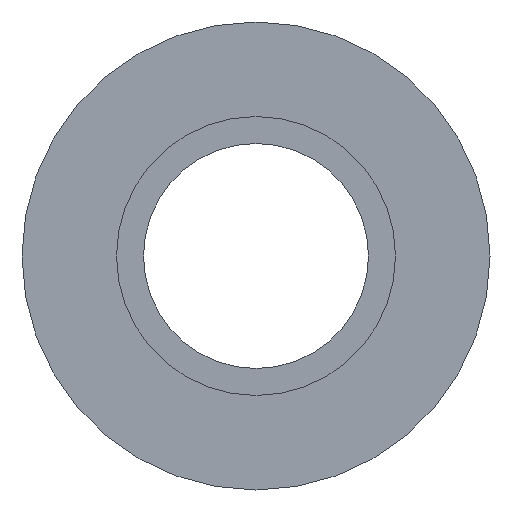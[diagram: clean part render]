
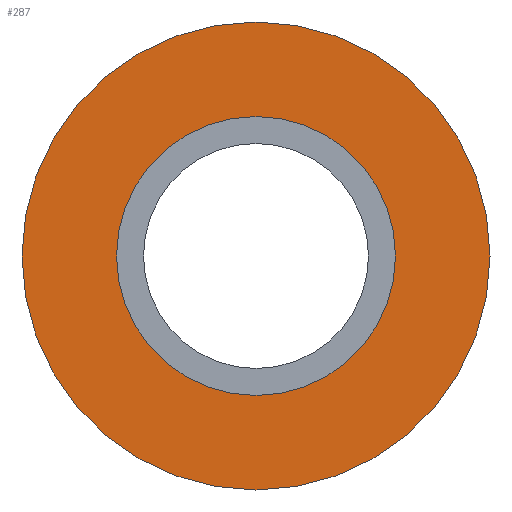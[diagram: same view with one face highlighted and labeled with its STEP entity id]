
A CAD part, left-side view. The second image highlights one B-rep face of the part: STEP entity #287.
In plain terms, the highlighted planar face has unit normal (-1, 0, 0).
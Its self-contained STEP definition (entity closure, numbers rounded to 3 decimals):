
#1 = CARTESIAN_POINT ( 'NONE',  ( 0., 0., 15.5 ) ) ;
#5 = CARTESIAN_POINT ( 'NONE',  ( 0., 0., -15.5 ) ) ;
#17 = AXIS2_PLACEMENT_3D ( 'NONE', #153, #204, #198 ) ;
#22 = DIRECTION ( 'NONE',  ( 0., 0., 1. ) ) ;
#28 = DIRECTION ( 'NONE',  ( -1., 0., 0. ) ) ;
#47 = EDGE_CURVE ( 'NONE', #311, #320, #251, .T. ) ;
#54 = PLANE ( 'NONE',  #215 ) ;
#70 = DIRECTION ( 'NONE',  ( 0., 0., -1. ) ) ;
#75 = AXIS2_PLACEMENT_3D ( 'NONE', #184, #214, #217 ) ;
#84 = CIRCLE ( 'NONE', #17, 15.5 ) ;
#129 = AXIS2_PLACEMENT_3D ( 'NONE', #236, #143, #22 ) ;
#136 = EDGE_CURVE ( 'NONE', #325, #327, #84, .T. ) ;
#138 = CIRCLE ( 'NONE', #75, 15.5 ) ;
#140 = ORIENTED_EDGE ( 'NONE', *, *, #210, .T. ) ;
#143 = DIRECTION ( 'NONE',  ( -1., 0., 0. ) ) ;
#146 = DIRECTION ( 'NONE',  ( 1., 0., 0. ) ) ;
#149 = CARTESIAN_POINT ( 'NONE',  ( 0., 0., 0. ) ) ;
#153 = CARTESIAN_POINT ( 'NONE',  ( 0., 0., 0. ) ) ;
#161 = CARTESIAN_POINT ( 'NONE',  ( 0., 0., 26. ) ) ;
#173 = FACE_BOUND ( 'NONE', #268, .T. ) ;
#184 = CARTESIAN_POINT ( 'NONE',  ( 0., 0., 0. ) ) ;
#197 = FACE_OUTER_BOUND ( 'NONE', #299, .T. ) ;
#198 = DIRECTION ( 'NONE',  ( 0., 0., 1. ) ) ;
#199 = EDGE_CURVE ( 'NONE', #327, #325, #138, .T. ) ;
#200 = CIRCLE ( 'NONE', #129, 26. ) ;
#201 = AXIS2_PLACEMENT_3D ( 'NONE', #149, #28, #229 ) ;
#204 = DIRECTION ( 'NONE',  ( -1., 0., 0. ) ) ;
#210 = EDGE_CURVE ( 'NONE', #320, #311, #200, .T. ) ;
#211 = CARTESIAN_POINT ( 'NONE',  ( 0., 15.5, 0. ) ) ;
#214 = DIRECTION ( 'NONE',  ( -1., 0., 0. ) ) ;
#215 = AXIS2_PLACEMENT_3D ( 'NONE', #211, #146, #70 ) ;
#217 = DIRECTION ( 'NONE',  ( 0., 0., 1. ) ) ;
#229 = DIRECTION ( 'NONE',  ( 0., 0., 1. ) ) ;
#236 = CARTESIAN_POINT ( 'NONE',  ( 0., 0., 0. ) ) ;
#248 = CARTESIAN_POINT ( 'NONE',  ( 0., 0., -26. ) ) ;
#251 = CIRCLE ( 'NONE', #201, 26. ) ;
#268 = EDGE_LOOP ( 'NONE', ( #281, #277 ) ) ;
#275 = ORIENTED_EDGE ( 'NONE', *, *, #47, .T. ) ;
#277 = ORIENTED_EDGE ( 'NONE', *, *, #136, .F. ) ;
#281 = ORIENTED_EDGE ( 'NONE', *, *, #199, .F. ) ;
#287 = ADVANCED_FACE ( 'NONE', ( #173, #197 ), #54, .F. ) ;
#299 = EDGE_LOOP ( 'NONE', ( #275, #140 ) ) ;
#311 = VERTEX_POINT ( 'NONE', #161 ) ;
#320 = VERTEX_POINT ( 'NONE', #248 ) ;
#325 = VERTEX_POINT ( 'NONE', #5 ) ;
#327 = VERTEX_POINT ( 'NONE', #1 ) ;
